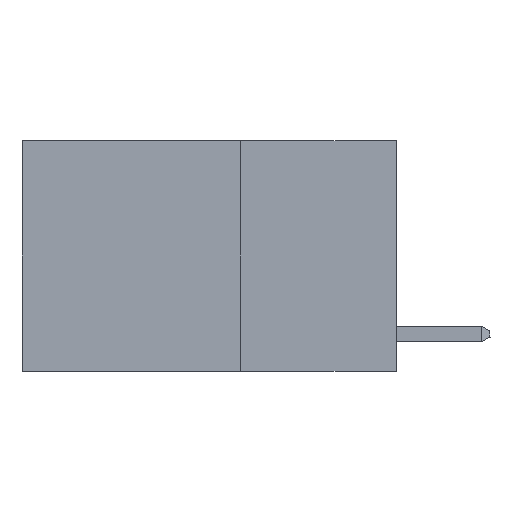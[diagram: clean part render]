
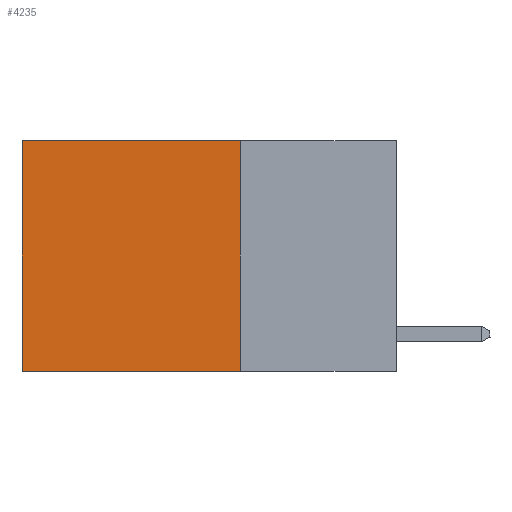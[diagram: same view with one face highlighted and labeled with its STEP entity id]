
A CAD part, left-side view. The second image highlights one B-rep face of the part: STEP entity #4235.
In plain terms, the highlighted planar face has unit normal (-1, 0, 0).
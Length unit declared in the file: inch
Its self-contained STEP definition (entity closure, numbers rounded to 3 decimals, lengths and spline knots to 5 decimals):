
#33 = DIRECTION ( 'NONE',  ( 0., 1., 0. ) ) ;
#649 = ORIENTED_EDGE ( 'NONE', *, *, #6307, .F. ) ;
#656 = CARTESIAN_POINT ( 'NONE',  ( 0.2625, 0.25, 0. ) ) ;
#723 = DIRECTION ( 'NONE',  ( 0., 1., 0. ) ) ;
#977 = EDGE_CURVE ( 'NONE', #5132, #1823, #8656, .T. ) ;
#1478 = CARTESIAN_POINT ( 'NONE',  ( 0.2625, 0.25, -0.37 ) ) ;
#1823 = VERTEX_POINT ( 'NONE', #8341 ) ;
#2326 = FACE_OUTER_BOUND ( 'NONE', #5654, .T. ) ;
#2508 = EDGE_CURVE ( 'NONE', #1823, #6223, #8083, .T. ) ;
#2557 = CARTESIAN_POINT ( 'NONE',  ( 0.2625, 0.25, 0. ) ) ;
#2831 = ORIENTED_EDGE ( 'NONE', *, *, #977, .T. ) ;
#3065 = ORIENTED_EDGE ( 'NONE', *, *, #3793, .F. ) ;
#3785 = DIRECTION ( 'NONE',  ( 1., 0., 0. ) ) ;
#3793 = EDGE_CURVE ( 'NONE', #5132, #6298, #4471, .T. ) ;
#4235 = ADVANCED_FACE ( 'NONE', ( #2326 ), #5324, .F. ) ;
#4238 = VECTOR ( 'NONE', #33, 39.37008 ) ;
#4259 = CARTESIAN_POINT ( 'NONE',  ( 0.2625, 0.6, -0.37 ) ) ;
#4355 = CARTESIAN_POINT ( 'NONE',  ( 0.2625, 0.25, -0.37 ) ) ;
#4471 = LINE ( 'NONE', #2557, #5243 ) ;
#5132 = VERTEX_POINT ( 'NONE', #7296 ) ;
#5243 = VECTOR ( 'NONE', #5911, 39.37008 ) ;
#5279 = CARTESIAN_POINT ( 'NONE',  ( 0.2625, 0.25, 0. ) ) ;
#5324 = PLANE ( 'NONE',  #9173 ) ;
#5654 = EDGE_LOOP ( 'NONE', ( #8538, #649, #3065, #2831 ) ) ;
#5911 = DIRECTION ( 'NONE',  ( 0., 0., -1. ) ) ;
#6060 = VECTOR ( 'NONE', #723, 39.37008 ) ;
#6223 = VERTEX_POINT ( 'NONE', #4259 ) ;
#6298 = VERTEX_POINT ( 'NONE', #1478 ) ;
#6307 = EDGE_CURVE ( 'NONE', #6298, #6223, #6457, .T. ) ;
#6457 = LINE ( 'NONE', #4355, #6060 ) ;
#6696 = DIRECTION ( 'NONE',  ( 0., 0., -1. ) ) ;
#7296 = CARTESIAN_POINT ( 'NONE',  ( 0.2625, 0.25, 0. ) ) ;
#7374 = DIRECTION ( 'NONE',  ( 0., 0., -1. ) ) ;
#7556 = VECTOR ( 'NONE', #7374, 39.37008 ) ;
#8083 = LINE ( 'NONE', #8956, #7556 ) ;
#8341 = CARTESIAN_POINT ( 'NONE',  ( 0.2625, 0.6, 0. ) ) ;
#8538 = ORIENTED_EDGE ( 'NONE', *, *, #2508, .T. ) ;
#8656 = LINE ( 'NONE', #656, #4238 ) ;
#8956 = CARTESIAN_POINT ( 'NONE',  ( 0.2625, 0.6, 0. ) ) ;
#9173 = AXIS2_PLACEMENT_3D ( 'NONE', #5279, #3785, #6696 ) ;
